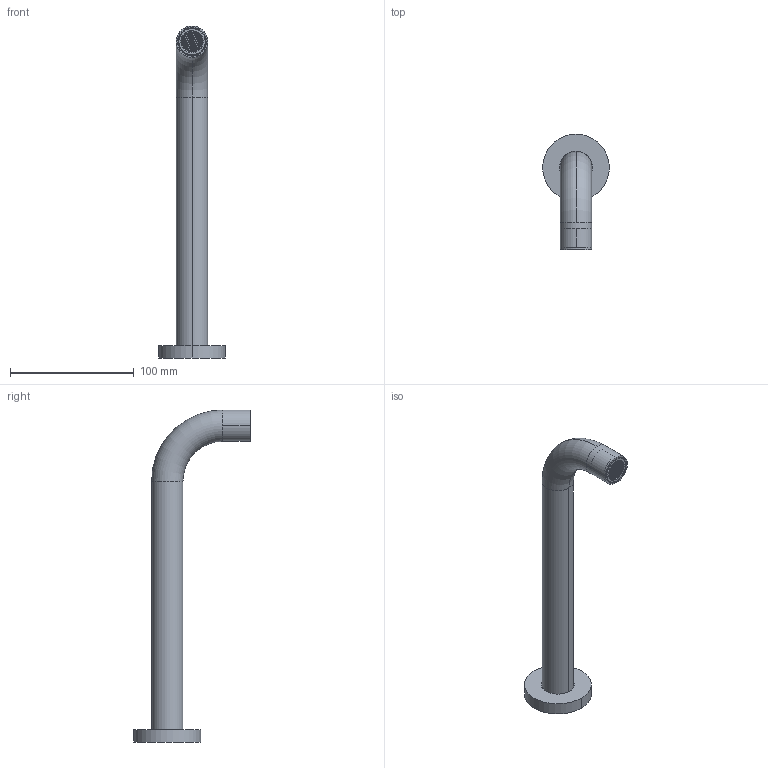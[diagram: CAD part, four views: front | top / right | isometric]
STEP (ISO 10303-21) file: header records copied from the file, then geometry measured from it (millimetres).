
FILE_DESCRIPTION (( 'STEP AP214' ), '1' );
FILE_NAME ('SUSSEX_SCALA_S25WOC250_25mm_wall_outlet_curved_250_shell.STEP', '2021-06-25T01:09:32', ( '' ), ( '' ), 'SwSTEP 2.0', 'SolidWorks 2020', '' );
FILE_SCHEMA (( 'AUTOMOTIVE_DESIGN' ));
Length unit declared in the file: millimetre
Products named in the file (1): SUSSEX_SCALA_S25WOC250_25mm_wall_outlet_curved_250_shell
Bounding box: 54 x 94 x 268.7 mm (x, y, z)
Volume: 64814.3 mm3; surface area: 55159 mm2
Topology: 3 solids, 3 shells, 1528 faces, 3925 edges, 2614 vertices
Faces by surface type: plane 1425, cylinder 79, cone 20, torus 4
Entity records: 60100 total; most frequent: CARTESIAN_POINT 8092, ORIENTED_EDGE 7850, DIRECTION 7181, EDGE_CURVE 3925, VECTOR 3711, LINE 3711, VERTEX_POINT 2614, EDGE_LOOP 1741
